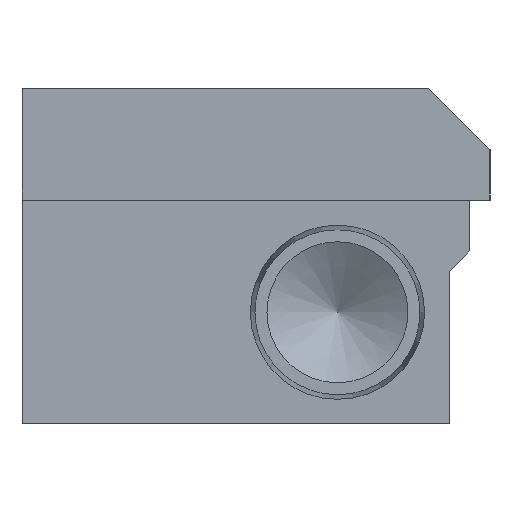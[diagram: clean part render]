
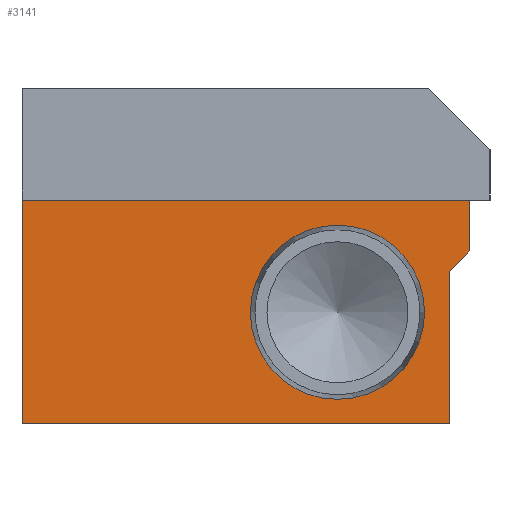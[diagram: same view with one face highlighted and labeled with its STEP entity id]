
A CAD part, left-side view. The second image highlights one B-rep face of the part: STEP entity #3141.
In plain terms, the highlighted planar face has unit normal (-1, 0, 0).
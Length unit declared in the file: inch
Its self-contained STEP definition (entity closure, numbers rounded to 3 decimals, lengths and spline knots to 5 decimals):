
#2648=CARTESIAN_POINT('',(-36.49994,-18.80068,-0.6875));
#2649=VERTEX_POINT('',#2648);
#2666=CARTESIAN_POINT('',(-36.49994,-20.11268,-0.6875));
#2667=VERTEX_POINT('',#2666);
#2674=CARTESIAN_POINT('',(-36.49994,-20.11268,-0.6875));
#2675=DIRECTION('',(0.0,1.0,0.0));
#2676=VECTOR('',#2675,1.312);
#2677=LINE('',#2674,#2676);
#2678=EDGE_CURVE('',#2667,#2649,#2677,.T.);
#3040=CARTESIAN_POINT('',(-36.49994,-19.50217,-0.3445));
#3041=VERTEX_POINT('',#3040);
#3042=CARTESIAN_POINT('',(-36.49994,-19.76968,-0.3445));
#3043=DIRECTION('',(1.0,0.0,0.0));
#3044=DIRECTION('',(0.0,1.0,0.0));
#3045=AXIS2_PLACEMENT_3D('',#3042,#3043,#3044);
#3046=CIRCLE('',#3045,0.26751);
#3047=EDGE_CURVE('',#3041,#3041,#3046,.T.);
#3092=CARTESIAN_POINT('',(-36.49994,-19.63593,-0.3445));
#3093=DIRECTION('',(-1.0,0.0,0.0));
#3094=DIRECTION('',(0.0,0.0,1.0));
#3095=AXIS2_PLACEMENT_3D('',#3092,#3093,#3094);
#3096=PLANE('',#3095);
#3097=CARTESIAN_POINT('',(-36.49994,-18.80068,0.0));
#3098=VERTEX_POINT('',#3097);
#3099=CARTESIAN_POINT('',(-36.49994,-18.80068,-0.6875));
#3100=DIRECTION('',(0.0,0.0,1.0));
#3101=VECTOR('',#3100,0.6875);
#3102=LINE('',#3099,#3101);
#3103=EDGE_CURVE('',#2649,#3098,#3102,.T.);
#3104=ORIENTED_EDGE('',*,*,#3103,.F.);
#3105=ORIENTED_EDGE('',*,*,#2678,.F.);
#3106=CARTESIAN_POINT('',(-36.49994,-20.11268,-0.21925));
#3107=VERTEX_POINT('',#3106);
#3108=CARTESIAN_POINT('',(-36.49994,-20.11268,-0.21925));
#3109=DIRECTION('',(0.0,0.0,-1.0));
#3110=VECTOR('',#3109,0.46825);
#3111=LINE('',#3108,#3110);
#3112=EDGE_CURVE('',#3107,#2667,#3111,.T.);
#3113=ORIENTED_EDGE('',*,*,#3112,.F.);
#3114=CARTESIAN_POINT('',(-36.49994,-20.17568,-0.15625));
#3115=VERTEX_POINT('',#3114);
#3116=CARTESIAN_POINT('',(-36.49994,-20.17568,-0.15625));
#3117=DIRECTION('',(0.0,0.707,-0.707));
#3118=VECTOR('',#3117,0.0891);
#3119=LINE('',#3116,#3118);
#3120=EDGE_CURVE('',#3115,#3107,#3119,.T.);
#3121=ORIENTED_EDGE('',*,*,#3120,.F.);
#3122=CARTESIAN_POINT('',(-36.49994,-20.17568,0.0));
#3123=VERTEX_POINT('',#3122);
#3124=CARTESIAN_POINT('',(-36.49994,-20.17568,0.0));
#3125=DIRECTION('',(0.0,0.0,-1.0));
#3126=VECTOR('',#3125,0.15625);
#3127=LINE('',#3124,#3126);
#3128=EDGE_CURVE('',#3123,#3115,#3127,.T.);
#3129=ORIENTED_EDGE('',*,*,#3128,.F.);
#3130=CARTESIAN_POINT('',(-36.49994,-18.80068,0.0));
#3131=DIRECTION('',(0.0,-1.0,0.0));
#3132=VECTOR('',#3131,1.375);
#3133=LINE('',#3130,#3132);
#3134=EDGE_CURVE('',#3098,#3123,#3133,.T.);
#3135=ORIENTED_EDGE('',*,*,#3134,.F.);
#3136=EDGE_LOOP('',(#3104,#3105,#3113,#3121,#3129,#3135));
#3137=FACE_OUTER_BOUND('',#3136,.T.);
#3138=ORIENTED_EDGE('',*,*,#3047,.T.);
#3139=EDGE_LOOP('',(#3138));
#3140=FACE_BOUND('',#3139,.T.);
#3141=ADVANCED_FACE('',(#3137,#3140),#3096,.T.);
